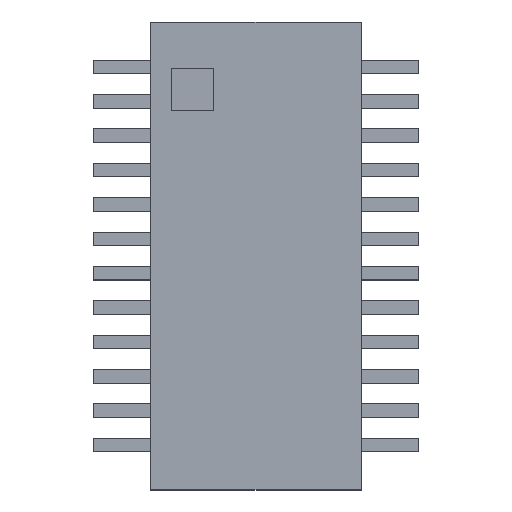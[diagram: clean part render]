
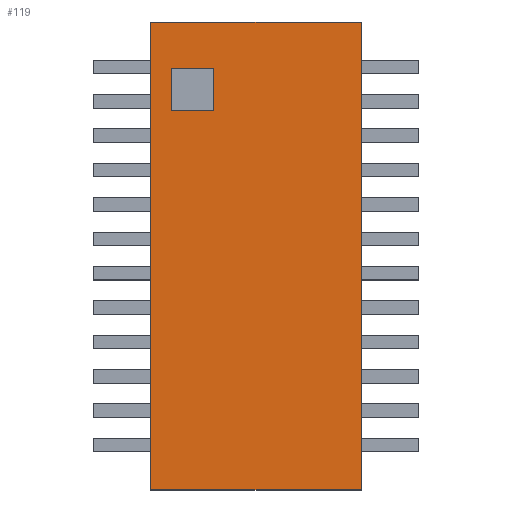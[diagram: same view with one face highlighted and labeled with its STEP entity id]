
A CAD part, top view. The second image highlights one B-rep face of the part: STEP entity #119.
In plain terms, the highlighted planar face has unit normal (0, 0, 1).
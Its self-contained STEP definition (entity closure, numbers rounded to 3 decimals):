
#13=DIRECTION('',(0.,0.,1.));
#14=DIRECTION('',(1.,0.,-0.));
#42=VERTEX_POINT('',#43);
#43=CARTESIAN_POINT('',(0.,0.,1.6));
#51=VECTOR('',#52,1.);
#52=DIRECTION('',(-0.,1.,0.));
#55=VERTEX_POINT('',#56);
#56=CARTESIAN_POINT('',(0.,8.64,1.6));
#58=ORIENTED_EDGE('',*,*,#59,.F.);
#59=EDGE_CURVE('',#42,#55,#60,.T.);
#60=LINE('',#43,#51);
#70=VERTEX_POINT('',#71);
#71=CARTESIAN_POINT('',(3.89,0.,1.6));
#80=VERTEX_POINT('',#81);
#81=CARTESIAN_POINT('',(3.89,8.64,1.6));
#84=EDGE_CURVE('',#70,#80,#85,.T.);
#85=LINE('',#71,#51);
#94=VECTOR('',#14,1.);
#96=ORIENTED_EDGE('',*,*,#97,.T.);
#97=EDGE_CURVE('',#42,#70,#98,.T.);
#98=LINE('',#43,#94);
#108=EDGE_CURVE('',#55,#80,#109,.T.);
#109=LINE('',#56,#94);
#119=ADVANCED_FACE('',(#120),#124,.T.);
#120=FACE_BOUND('',#121,.T.);
#121=EDGE_LOOP('',(#58,#96,#122,#123));
#122=ORIENTED_EDGE('',*,*,#84,.T.);
#123=ORIENTED_EDGE('',*,*,#108,.F.);
#124=PLANE('',#125);
#125=AXIS2_PLACEMENT_3D('',#43,#13,#14);
